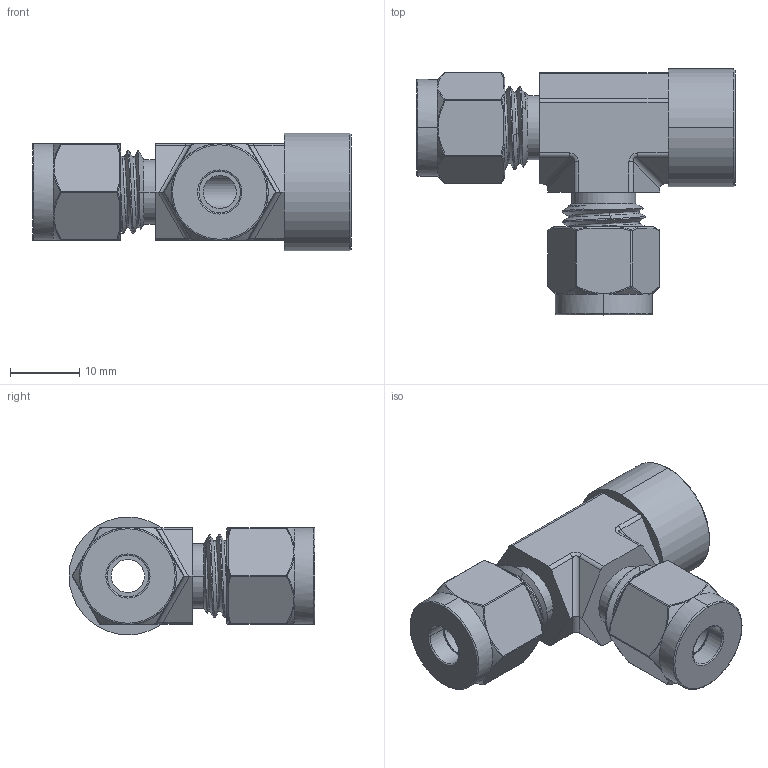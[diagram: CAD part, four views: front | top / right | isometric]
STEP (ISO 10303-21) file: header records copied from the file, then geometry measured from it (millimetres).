
FILE_DESCRIPTION((''),'2;1');
FILE_NAME('001_CRTF_FRT_MASTER_ASM','2025-06-26T15:58:37',('Administrator'),(''),'CREO PARAMETRIC BY PTC INC, 2020184','CREO PARAMETRIC BY PTC INC, 2020184','');
FILE_SCHEMA(('AUTOMOTIVE_DESIGN { 1 0 10303 214 1 1 1 1 }'));
Length unit declared in the file: millimetre
Products named in the file (5): DIN2353-TUBE; DIN2353_TUBE_NUT; BACK_FERRULE; FRONT_FERRULE; 001_CRTF_FRT_MASTER_ASM
Assembly tree (7 placements, depth 2):
  001_CRTF_FRT_MASTER_ASM
    DIN2353-TUBE
    DIN2353_TUBE_NUT  x2
    BACK_FERRULE  x2
    FRONT_FERRULE  x2
Bounding box: 46 x 35.5 x 17 mm (x, y, z)
Volume: 8702.4 mm3; surface area: 8041.1 mm2
Topology: 7 solids, 7 shells, 439 faces, 1038 edges, 669 vertices
Faces by surface type: cylinder 118, bspline 92, cone 76, torus 60, sphere 48, plane 45
Entity records: 29165 total; most frequent: CARTESIAN_POINT 21410, ORIENTED_EDGE 1340, DIRECTION 1203, EDGE_CURVE 670, AXIS2_PLACEMENT_3D 491, VERTEX_POINT 399, PRESENTATION_STYLE_ASSIGNMENT 374, STYLED_ITEM 374
